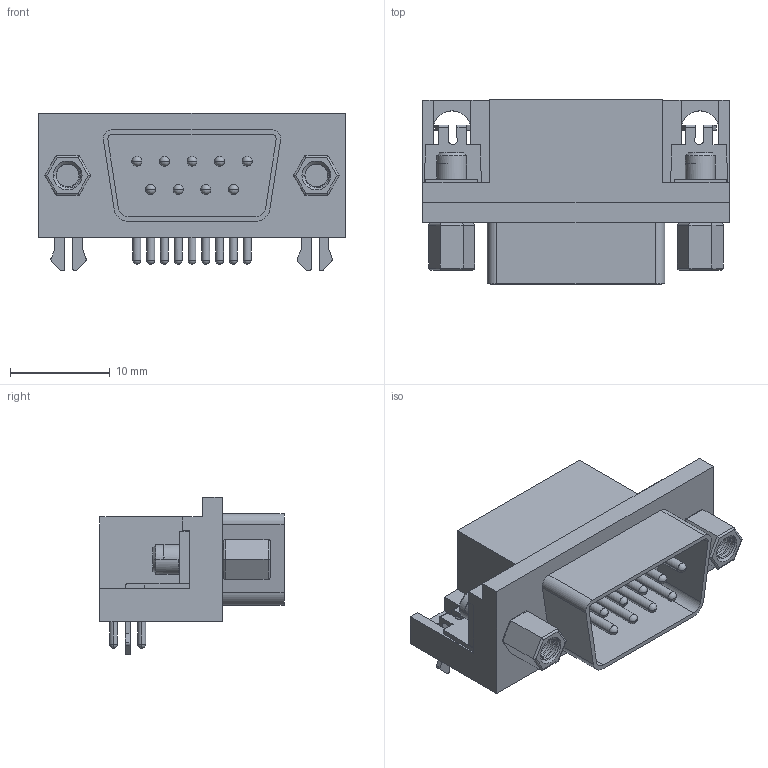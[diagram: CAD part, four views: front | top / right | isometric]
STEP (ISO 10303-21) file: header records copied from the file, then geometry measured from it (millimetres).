
FILE_DESCRIPTION((''),'2;1');
FILE_NAME('FDB0901-MXXC','2023-08-30T',('工程三'),(''),'PRO/ENGINEER BY PARAMETRIC TECHNOLOGY CORPORATION, 2010280','PRO/ENGINEER BY PARAMETRIC TECHNOLOGY CORPORATION, 2010280','');
FILE_SCHEMA(('CONFIG_CONTROL_DESIGN'));
Length unit declared in the file: millimetre
Products named in the file (1): FDB0901-MXXC
Bounding box: 30.81 x 18.5 x 15.88 mm (x, y, z)
Volume: 3086.2 mm3; surface area: 3407.6 mm2
Topology: 1 solids, 2 shells, 356 faces, 1039 edges, 664 vertices
Faces by surface type: plane 162, cylinder 136, sphere 36, bspline 12, cone 10
Entity records: 14545 total; most frequent: CARTESIAN_POINT 5326, ORIENTED_EDGE 2006, DIRECTION 1818, EDGE_CURVE 1003, VERTEX_POINT 664, AXIS2_PLACEMENT_3D 607, VECTOR 604, LINE 604
